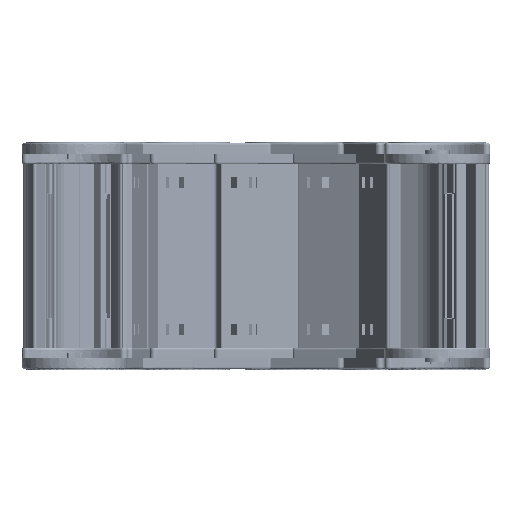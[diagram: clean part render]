
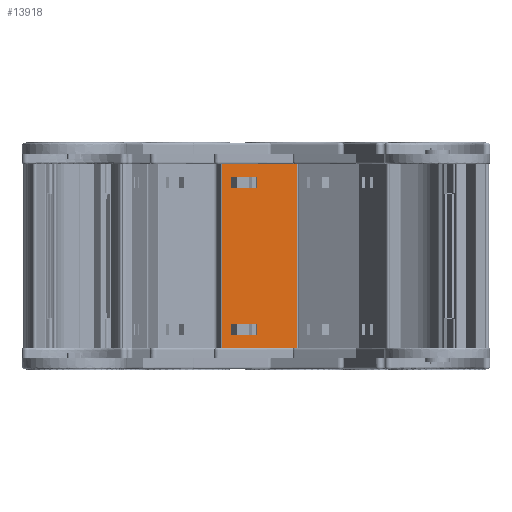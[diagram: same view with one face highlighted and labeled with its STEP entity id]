
A CAD part, left-side view. The second image highlights one B-rep face of the part: STEP entity #13918.
In plain terms, the highlighted face is planar.
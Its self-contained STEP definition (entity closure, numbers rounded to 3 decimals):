
#421 = EDGE_CURVE ( 'NONE', #5522, #9272, #29279, .T. ) ;
#627 = CARTESIAN_POINT ( 'NONE',  ( -75.76, 200.254, 5.247 ) ) ;
#730 = DIRECTION ( 'NONE',  ( 0., 0., 1. ) ) ;
#1077 = EDGE_CURVE ( 'NONE', #22614, #5522, #6793, .T. ) ;
#1267 = EDGE_CURVE ( 'NONE', #21094, #13733, #7570, .T. ) ;
#1276 = ORIENTED_EDGE ( 'NONE', *, *, #6200, .F. ) ;
#1384 = DIRECTION ( 'NONE',  ( 0., 0., 1. ) ) ;
#1497 = EDGE_CURVE ( 'NONE', #9272, #27587, #18822, .T. ) ;
#3057 = CARTESIAN_POINT ( 'NONE',  ( -61.76, 200.254, 92.747 ) ) ;
#3287 = LINE ( 'NONE', #14013, #17289 ) ;
#4543 = VECTOR ( 'NONE', #13757, 1000. ) ;
#5158 = LINE ( 'NONE', #7765, #10175 ) ;
#5282 = VECTOR ( 'NONE', #12535, 1000. ) ;
#5456 = CARTESIAN_POINT ( 'NONE',  ( -75.76, 200.254, 86.447 ) ) ;
#5522 = VERTEX_POINT ( 'NONE', #627 ) ;
#5963 = CARTESIAN_POINT ( 'NONE',  ( -39.28, 200.254, 99.497 ) ) ;
#6145 = ORIENTED_EDGE ( 'NONE', *, *, #1077, .F. ) ;
#6200 = EDGE_CURVE ( 'NONE', #27587, #22614, #25408, .T. ) ;
#6244 = LINE ( 'NONE', #13575, #21770 ) ;
#6690 = DIRECTION ( 'NONE',  ( -1., 0., 0. ) ) ;
#6719 = CARTESIAN_POINT ( 'NONE',  ( -80.98, 200.254, 99.497 ) ) ;
#6765 = VERTEX_POINT ( 'NONE', #5963 ) ;
#6793 = LINE ( 'NONE', #19141, #18414 ) ;
#7371 = CARTESIAN_POINT ( 'NONE',  ( -39.28, 200.254, -82.122 ) ) ;
#7570 = LINE ( 'NONE', #19363, #9128 ) ;
#7581 = CARTESIAN_POINT ( 'NONE',  ( -61.76, 200.254, 86.447 ) ) ;
#7715 = DIRECTION ( 'NONE',  ( -1., 0., 0. ) ) ;
#7765 = CARTESIAN_POINT ( 'NONE',  ( -75.76, 200.254, 92.747 ) ) ;
#7766 = ORIENTED_EDGE ( 'NONE', *, *, #18328, .F. ) ;
#8510 = DIRECTION ( 'NONE',  ( 1., 0., 0. ) ) ;
#9011 = EDGE_CURVE ( 'NONE', #30444, #26120, #24941, .T. ) ;
#9128 = VECTOR ( 'NONE', #16989, 1000. ) ;
#9272 = VERTEX_POINT ( 'NONE', #23268 ) ;
#9285 = CARTESIAN_POINT ( 'NONE',  ( -80.98, 200.254, -1.503 ) ) ;
#9610 = VECTOR ( 'NONE', #8510, 1000. ) ;
#9746 = CARTESIAN_POINT ( 'NONE',  ( -61.76, 200.254, 11.547 ) ) ;
#10083 = PLANE ( 'NONE',  #30580 ) ;
#10175 = VECTOR ( 'NONE', #12861, 1000. ) ;
#10360 = CARTESIAN_POINT ( 'NONE',  ( -39.28, 200.254, -1.503 ) ) ;
#10709 = CARTESIAN_POINT ( 'NONE',  ( -75.76, 200.254, 5.247 ) ) ;
#10873 = CARTESIAN_POINT ( 'NONE',  ( -75.76, 200.254, 11.547 ) ) ;
#11047 = ORIENTED_EDGE ( 'NONE', *, *, #1267, .T. ) ;
#11148 = ORIENTED_EDGE ( 'NONE', *, *, #9011, .F. ) ;
#12052 = EDGE_CURVE ( 'NONE', #13733, #6765, #6244, .T. ) ;
#12084 = CARTESIAN_POINT ( 'NONE',  ( -39.28, 200.254, -1.503 ) ) ;
#12535 = DIRECTION ( 'NONE',  ( 0., 0., -1. ) ) ;
#12753 = VERTEX_POINT ( 'NONE', #3057 ) ;
#12861 = DIRECTION ( 'NONE',  ( 0., 0., 1. ) ) ;
#13575 = CARTESIAN_POINT ( 'NONE',  ( -39.28, 200.254, 99.497 ) ) ;
#13634 = FACE_OUTER_BOUND ( 'NONE', #17840, .T. ) ;
#13733 = VERTEX_POINT ( 'NONE', #6719 ) ;
#13757 = DIRECTION ( 'NONE',  ( 1., 0., 0. ) ) ;
#13918 = ADVANCED_FACE ( 'NONE', ( #16743, #13634, #24825 ), #10083, .F. ) ;
#14013 = CARTESIAN_POINT ( 'NONE',  ( -39.28, 200.254, -82.122 ) ) ;
#14537 = ORIENTED_EDGE ( 'NONE', *, *, #24354, .F. ) ;
#14651 = VECTOR ( 'NONE', #15405, 1000. ) ;
#14770 = CARTESIAN_POINT ( 'NONE',  ( -75.76, 200.254, 86.447 ) ) ;
#15405 = DIRECTION ( 'NONE',  ( 0., 0., -1. ) ) ;
#15882 = CARTESIAN_POINT ( 'NONE',  ( -61.76, 200.254, 5.247 ) ) ;
#16743 = FACE_BOUND ( 'NONE', #27290, .T. ) ;
#16989 = DIRECTION ( 'NONE',  ( 0., 0., 1. ) ) ;
#17074 = VERTEX_POINT ( 'NONE', #27308 ) ;
#17289 = VECTOR ( 'NONE', #1384, 1000. ) ;
#17840 = EDGE_LOOP ( 'NONE', ( #25557, #21503, #11047, #31536 ) ) ;
#18328 = EDGE_CURVE ( 'NONE', #17074, #12753, #20439, .T. ) ;
#18414 = VECTOR ( 'NONE', #6690, 1000. ) ;
#18822 = LINE ( 'NONE', #10873, #28876 ) ;
#19132 = EDGE_CURVE ( 'NONE', #26120, #17074, #5158, .T. ) ;
#19141 = CARTESIAN_POINT ( 'NONE',  ( -61.76, 200.254, 5.247 ) ) ;
#19363 = CARTESIAN_POINT ( 'NONE',  ( -80.98, 200.254, -82.122 ) ) ;
#19821 = DIRECTION ( 'NONE',  ( 0., -1., 0. ) ) ;
#20439 = LINE ( 'NONE', #26075, #4543 ) ;
#20797 = ORIENTED_EDGE ( 'NONE', *, *, #421, .F. ) ;
#21094 = VERTEX_POINT ( 'NONE', #9285 ) ;
#21503 = ORIENTED_EDGE ( 'NONE', *, *, #23841, .F. ) ;
#21586 = CARTESIAN_POINT ( 'NONE',  ( -61.76, 200.254, 86.447 ) ) ;
#21770 = VECTOR ( 'NONE', #30990, 1000. ) ;
#22614 = VERTEX_POINT ( 'NONE', #15882 ) ;
#23268 = CARTESIAN_POINT ( 'NONE',  ( -75.76, 200.254, 11.547 ) ) ;
#23841 = EDGE_CURVE ( 'NONE', #21094, #29094, #25863, .T. ) ;
#24354 = EDGE_CURVE ( 'NONE', #12753, #30444, #24682, .T. ) ;
#24614 = VECTOR ( 'NONE', #730, 1000. ) ;
#24682 = LINE ( 'NONE', #21586, #14651 ) ;
#24825 = FACE_BOUND ( 'NONE', #31345, .T. ) ;
#24941 = LINE ( 'NONE', #14770, #31552 ) ;
#25153 = ORIENTED_EDGE ( 'NONE', *, *, #19132, .F. ) ;
#25408 = LINE ( 'NONE', #32145, #5282 ) ;
#25557 = ORIENTED_EDGE ( 'NONE', *, *, #26428, .F. ) ;
#25863 = LINE ( 'NONE', #10360, #9610 ) ;
#26075 = CARTESIAN_POINT ( 'NONE',  ( -61.76, 200.254, 92.747 ) ) ;
#26120 = VERTEX_POINT ( 'NONE', #5456 ) ;
#26428 = EDGE_CURVE ( 'NONE', #29094, #6765, #3287, .T. ) ;
#27290 = EDGE_LOOP ( 'NONE', ( #25153, #11148, #14537, #7766 ) ) ;
#27308 = CARTESIAN_POINT ( 'NONE',  ( -75.76, 200.254, 92.747 ) ) ;
#27587 = VERTEX_POINT ( 'NONE', #9746 ) ;
#28876 = VECTOR ( 'NONE', #30725, 1000. ) ;
#29094 = VERTEX_POINT ( 'NONE', #12084 ) ;
#29279 = LINE ( 'NONE', #10709, #24614 ) ;
#29770 = ORIENTED_EDGE ( 'NONE', *, *, #1497, .F. ) ;
#30444 = VERTEX_POINT ( 'NONE', #7581 ) ;
#30580 = AXIS2_PLACEMENT_3D ( 'NONE', #7371, #19821, #32069 ) ;
#30725 = DIRECTION ( 'NONE',  ( 1., 0., 0. ) ) ;
#30990 = DIRECTION ( 'NONE',  ( 1., 0., 0. ) ) ;
#31345 = EDGE_LOOP ( 'NONE', ( #29770, #20797, #6145, #1276 ) ) ;
#31536 = ORIENTED_EDGE ( 'NONE', *, *, #12052, .T. ) ;
#31552 = VECTOR ( 'NONE', #7715, 1000. ) ;
#32069 = DIRECTION ( 'NONE',  ( 0., 0., 1. ) ) ;
#32145 = CARTESIAN_POINT ( 'NONE',  ( -61.76, 200.254, 11.547 ) ) ;
